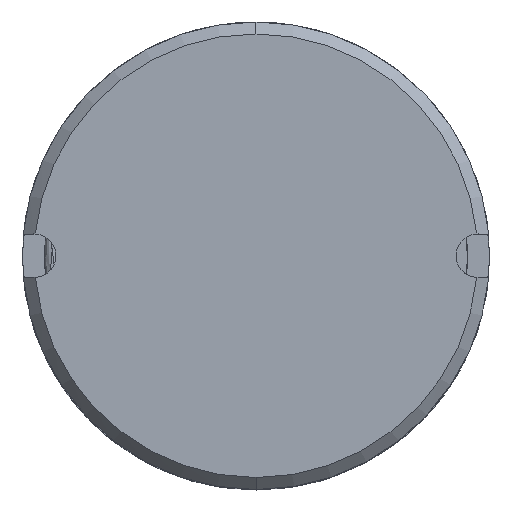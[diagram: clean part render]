
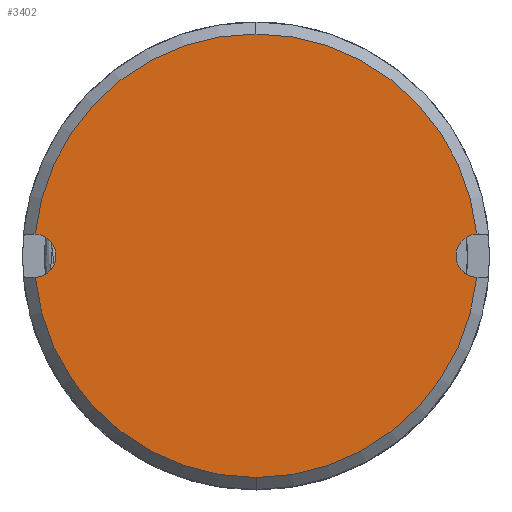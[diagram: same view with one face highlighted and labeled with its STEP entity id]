
A CAD part, top view. The second image highlights one B-rep face of the part: STEP entity #3402.
In plain terms, the highlighted face is planar.
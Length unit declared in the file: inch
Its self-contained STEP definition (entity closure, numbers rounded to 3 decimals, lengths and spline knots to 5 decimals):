
#389=CARTESIAN_POINT('',(0.14497,0.20866,
-0.01426));
#404=CARTESIAN_POINT('',(-0.14567,0.20866,0.));
#405=DIRECTION('',(0.,-1.,0.));
#406=DIRECTION('',(0.049,0.,-0.999));
#407=AXIS2_PLACEMENT_3D('',#404,#405,#406);
#409=CARTESIAN_POINT('',(0.,0.20866,
0.));
#410=DIRECTION('',(0.,1.,0.));
#411=DIRECTION('',(0.,0.,-1.));
#412=AXIS2_PLACEMENT_3D('',#409,#410,#411);
#414=CARTESIAN_POINT('',(0.,0.20866,
0.));
#415=DIRECTION('',(0.,1.,0.));
#416=DIRECTION('',(0.995,0.,-0.098));
#417=AXIS2_PLACEMENT_3D('',#414,#415,#416);
#419=CARTESIAN_POINT('',(0.14567,0.20866,0.));
#420=DIRECTION('',(0.,-1.,0.));
#421=DIRECTION('',(-1.,0.,0.));
#422=AXIS2_PLACEMENT_3D('',#419,#420,#421);
#424=CARTESIAN_POINT('',(0.14567,0.20866,0.));
#425=DIRECTION('',(0.,-1.,0.));
#426=DIRECTION('',(-0.049,0.,0.999));
#427=AXIS2_PLACEMENT_3D('',#424,#425,#426);
#429=CARTESIAN_POINT('',(0.,0.20866,
0.));
#430=DIRECTION('',(0.,1.,0.));
#431=DIRECTION('',(0.,0.,1.));
#432=AXIS2_PLACEMENT_3D('',#429,#430,#431);
#434=CARTESIAN_POINT('',(0.,0.20866,
0.));
#435=DIRECTION('',(0.,1.,0.));
#436=DIRECTION('',(-0.995,0.,0.098));
#437=AXIS2_PLACEMENT_3D('',#434,#435,#436);
#439=CARTESIAN_POINT('',(-0.14567,0.20866,0.));
#440=DIRECTION('',(0.,-1.,0.));
#441=DIRECTION('',(1.,0.,0.));
#442=AXIS2_PLACEMENT_3D('',#439,#440,#441);
#468=CARTESIAN_POINT('',(-0.14497,0.20866,
0.01426));
#484=CARTESIAN_POINT('',(0.14497,0.20866,
0.01426));
#1795=CARTESIAN_POINT('',(0.13139,0.20866,0.));
#1797=VERTEX_POINT('',#1795);
#1807=VERTEX_POINT('',#389);
#1809=CARTESIAN_POINT('',(0.,0.20866,
-0.14567));
#1811=VERTEX_POINT('',#1809);
#1813=CARTESIAN_POINT('',(0.,0.20866,
0.14567));
#1815=VERTEX_POINT('',#1813);
#1820=VERTEX_POINT('',#484);
#1822=CARTESIAN_POINT('',(-0.13139,0.20866,0.));
#1824=VERTEX_POINT('',#1822);
#1825=CARTESIAN_POINT('',(-0.14497,0.20866,
-0.01426));
#1826=VERTEX_POINT('',#1825);
#1876=VERTEX_POINT('',#468);
#3383=CARTESIAN_POINT('',(0.,0.20866,0.));
#3384=DIRECTION('',(0.,1.,0.));
#3385=DIRECTION('',(1.,0.,0.));
#3386=AXIS2_PLACEMENT_3D('',#3383,#3384,#3385);
#3387=PLANE('',#3386);
#3389=ORIENTED_EDGE('',*,*,#3388,.F.);
#3390=ORIENTED_EDGE('',*,*,#3331,.F.);
#3391=ORIENTED_EDGE('',*,*,#3352,.F.);
#3392=ORIENTED_EDGE('',*,*,#1899,.F.);
#3393=ORIENTED_EDGE('',*,*,#1930,.F.);
#3395=ORIENTED_EDGE('',*,*,#3394,.F.);
#3397=ORIENTED_EDGE('',*,*,#3396,.F.);
#3399=ORIENTED_EDGE('',*,*,#3398,.F.);
#3400=EDGE_LOOP('',(#3389,#3390,#3391,#3392,#3393,#3395,#3397,#3399));
#3401=FACE_OUTER_BOUND('',#3400,.F.);
#3402=ADVANCED_FACE('',(#3401),#3387,.T.);
#408=CIRCLE('',#407,0.01428);
#413=CIRCLE('',#412,0.14567);
#418=CIRCLE('',#417,0.14567);
#423=CIRCLE('',#422,0.01428);
#428=CIRCLE('',#427,0.01428);
#433=CIRCLE('',#432,0.14567);
#438=CIRCLE('',#437,0.14567);
#443=CIRCLE('',#442,0.01428);
#1899=EDGE_CURVE('',#1797,#1807,#423,.T.);
#1930=EDGE_CURVE('',#1820,#1797,#428,.T.);
#3331=EDGE_CURVE('',#1811,#1826,#413,.T.);
#3352=EDGE_CURVE('',#1807,#1811,#418,.T.);
#3388=EDGE_CURVE('',#1826,#1824,#408,.T.);
#3394=EDGE_CURVE('',#1815,#1820,#433,.T.);
#3396=EDGE_CURVE('',#1876,#1815,#438,.T.);
#3398=EDGE_CURVE('',#1824,#1876,#443,.T.);
